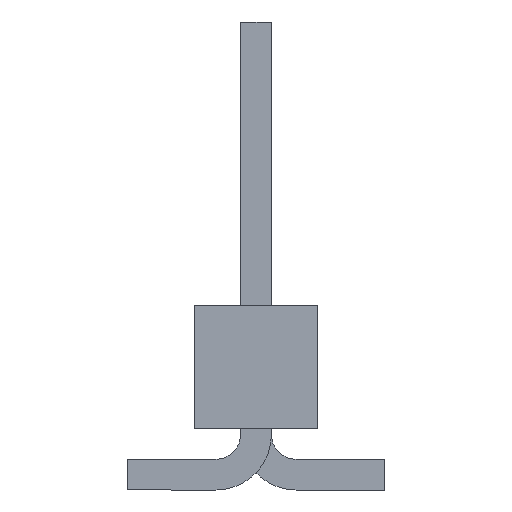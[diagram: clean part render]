
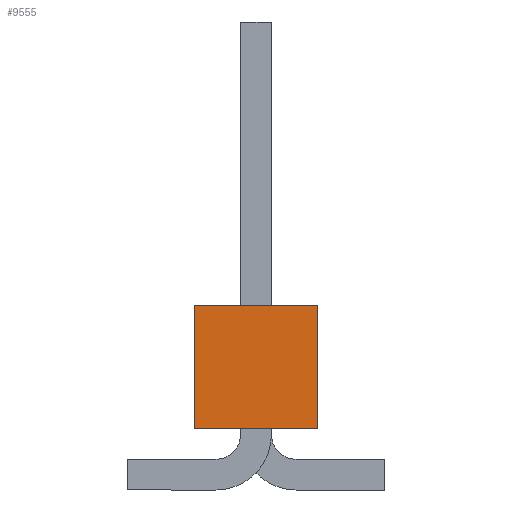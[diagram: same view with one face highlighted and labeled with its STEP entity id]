
A CAD part, left-side view. The second image highlights one B-rep face of the part: STEP entity #9555.
In plain terms, the highlighted face is planar.
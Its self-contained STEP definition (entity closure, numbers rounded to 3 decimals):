
#2096 = VERTEX_POINT('',#2097);
#2097 = CARTESIAN_POINT('',(39.37,1.27,1.27));
#2103 = EDGE_CURVE('',#2096,#2104,#2106,.T.);
#2104 = VERTEX_POINT('',#2105);
#2105 = CARTESIAN_POINT('',(39.37,1.27,-1.27));
#2106 = LINE('',#2107,#2108);
#2107 = CARTESIAN_POINT('',(39.37,1.27,1.27));
#2108 = VECTOR('',#2109,1.);
#2109 = DIRECTION('',(0.,0.,-1.));
#5070 = VERTEX_POINT('',#5071);
#5071 = CARTESIAN_POINT('',(39.37,-1.27,-1.27));
#5077 = EDGE_CURVE('',#5078,#5070,#5080,.T.);
#5078 = VERTEX_POINT('',#5079);
#5079 = CARTESIAN_POINT('',(39.37,-1.27,1.27));
#5080 = LINE('',#5081,#5082);
#5081 = CARTESIAN_POINT('',(39.37,-1.27,1.27));
#5082 = VECTOR('',#5083,1.);
#5083 = DIRECTION('',(0.,0.,-1.));
#6742 = EDGE_CURVE('',#2104,#5070,#6743,.T.);
#6743 = LINE('',#6744,#6745);
#6744 = CARTESIAN_POINT('',(39.37,1.27,-1.27));
#6745 = VECTOR('',#6746,1.);
#6746 = DIRECTION('',(0.,-1.,0.));
#6764 = EDGE_CURVE('',#2096,#5078,#6765,.T.);
#6765 = LINE('',#6766,#6767);
#6766 = CARTESIAN_POINT('',(39.37,1.27,1.27));
#6767 = VECTOR('',#6768,1.);
#6768 = DIRECTION('',(0.,-1.,0.));
#9555 = ADVANCED_FACE('',(#9556),#9562,.F.);
#9556 = FACE_BOUND('',#9557,.T.);
#9557 = EDGE_LOOP('',(#9558,#9559,#9560,#9561));
#9558 = ORIENTED_EDGE('',*,*,#5077,.T.);
#9559 = ORIENTED_EDGE('',*,*,#6742,.F.);
#9560 = ORIENTED_EDGE('',*,*,#2103,.F.);
#9561 = ORIENTED_EDGE('',*,*,#6764,.T.);
#9562 = PLANE('',#9563);
#9563 = AXIS2_PLACEMENT_3D('',#9564,#9565,#9566);
#9564 = CARTESIAN_POINT('',(39.37,1.27,1.27));
#9565 = DIRECTION('',(-1.,0.,0.));
#9566 = DIRECTION('',(0.,0.,1.));
